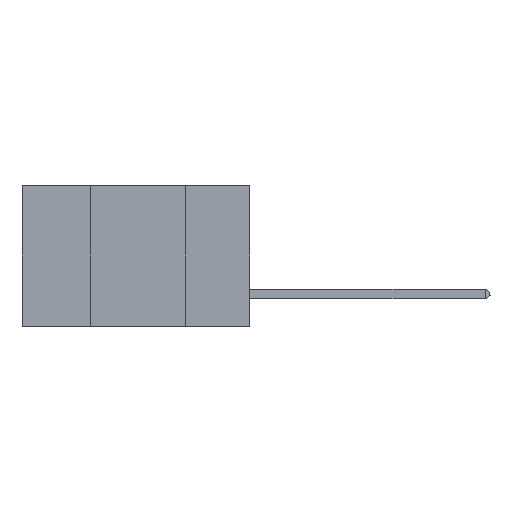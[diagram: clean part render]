
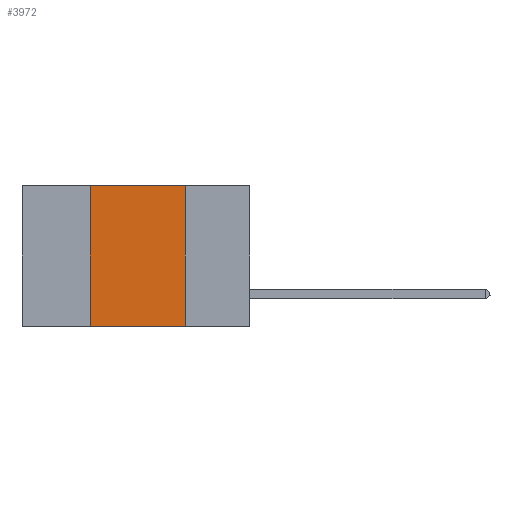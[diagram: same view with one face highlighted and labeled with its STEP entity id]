
A CAD part, left-side view. The second image highlights one B-rep face of the part: STEP entity #3972.
In plain terms, the highlighted planar face has unit normal (-1, 0, 0).
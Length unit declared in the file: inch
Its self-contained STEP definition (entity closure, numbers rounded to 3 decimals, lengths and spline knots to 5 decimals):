
#135 = PLANE ( 'NONE',  #21443 ) ;
#895 = EDGE_CURVE ( 'NONE', #9508, #15592, #16884, .T. ) ;
#3285 = EDGE_CURVE ( 'NONE', #9515, #9508, #20022, .T. ) ;
#3300 = CARTESIAN_POINT ( 'NONE',  ( 0., 0.42, 0. ) ) ;
#3575 = VECTOR ( 'NONE', #10172, 39.37008 ) ;
#3721 = ORIENTED_EDGE ( 'NONE', *, *, #21979, .F. ) ;
#3972 = ADVANCED_FACE ( 'NONE', ( #19658 ), #135, .F. ) ;
#4120 = ORIENTED_EDGE ( 'NONE', *, *, #3285, .F. ) ;
#4863 = CARTESIAN_POINT ( 'NONE',  ( 0., 0.17, 0. ) ) ;
#5788 = EDGE_CURVE ( 'NONE', #15561, #15592, #15044, .T. ) ;
#6843 = CARTESIAN_POINT ( 'NONE',  ( 0., 0.42, 0. ) ) ;
#7056 = DIRECTION ( 'NONE',  ( 0., 0., 1. ) ) ;
#7327 = LINE ( 'NONE', #3300, #18491 ) ;
#8376 = CARTESIAN_POINT ( 'NONE',  ( 0., 0.42, -0.37 ) ) ;
#8899 = ORIENTED_EDGE ( 'NONE', *, *, #895, .F. ) ;
#9102 = DIRECTION ( 'NONE',  ( 0., -1., 0. ) ) ;
#9508 = VERTEX_POINT ( 'NONE', #14335 ) ;
#9515 = VERTEX_POINT ( 'NONE', #6843 ) ;
#10172 = DIRECTION ( 'NONE',  ( 0., -1., 0. ) ) ;
#10361 = DIRECTION ( 'NONE',  ( 0., 0., -1. ) ) ;
#11335 = ORIENTED_EDGE ( 'NONE', *, *, #5788, .T. ) ;
#11901 = VECTOR ( 'NONE', #18130, 39.37008 ) ;
#14335 = CARTESIAN_POINT ( 'NONE',  ( 0., 0.17, 0. ) ) ;
#15044 = LINE ( 'NONE', #20377, #18624 ) ;
#15561 = VERTEX_POINT ( 'NONE', #8376 ) ;
#15592 = VERTEX_POINT ( 'NONE', #22905 ) ;
#15741 = CARTESIAN_POINT ( 'NONE',  ( 0., 0.6, 0. ) ) ;
#15916 = EDGE_LOOP ( 'NONE', ( #8899, #4120, #3721, #11335 ) ) ;
#16884 = LINE ( 'NONE', #4863, #11901 ) ;
#18130 = DIRECTION ( 'NONE',  ( 0., 0., -1. ) ) ;
#18207 = CARTESIAN_POINT ( 'NONE',  ( 0., 0.6, 0. ) ) ;
#18491 = VECTOR ( 'NONE', #7056, 39.37008 ) ;
#18624 = VECTOR ( 'NONE', #9102, 39.37008 ) ;
#19658 = FACE_OUTER_BOUND ( 'NONE', #15916, .T. ) ;
#20022 = LINE ( 'NONE', #15741, #3575 ) ;
#20377 = CARTESIAN_POINT ( 'NONE',  ( 0., 0.6, -0.37 ) ) ;
#21443 = AXIS2_PLACEMENT_3D ( 'NONE', #18207, #23427, #10361 ) ;
#21979 = EDGE_CURVE ( 'NONE', #15561, #9515, #7327, .T. ) ;
#22905 = CARTESIAN_POINT ( 'NONE',  ( 0., 0.17, -0.37 ) ) ;
#23427 = DIRECTION ( 'NONE',  ( 1., 0., 0. ) ) ;
